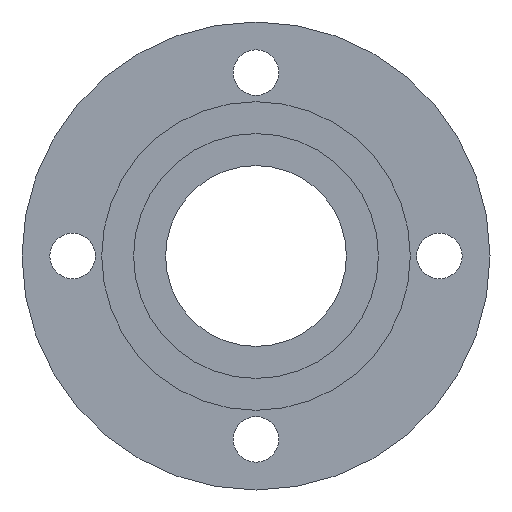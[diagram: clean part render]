
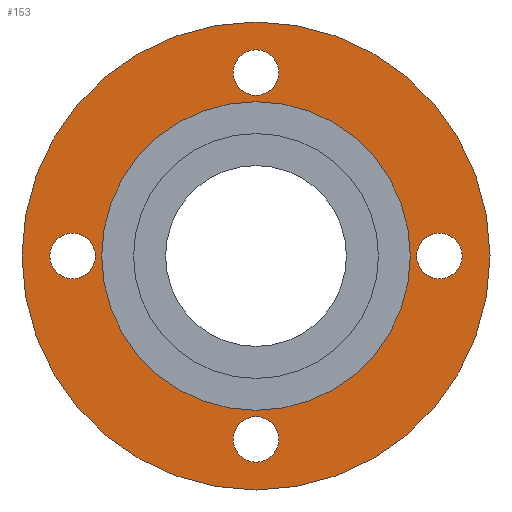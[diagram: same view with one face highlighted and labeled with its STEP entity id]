
A CAD part, front view. The second image highlights one B-rep face of the part: STEP entity #153.
In plain terms, the highlighted planar face has unit normal (0, -1, 0).
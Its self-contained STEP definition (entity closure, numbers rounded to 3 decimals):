
#2 = AXIS2_PLACEMENT_3D ( 'NONE', #875, #655, #871 ) ;
#12 = CIRCLE ( 'NONE', #523, 92.5 ) ;
#43 = AXIS2_PLACEMENT_3D ( 'NONE', #766, #425, #496 ) ;
#59 = EDGE_CURVE ( 'NONE', #400, #476, #12, .T. ) ;
#70 = AXIS2_PLACEMENT_3D ( 'NONE', #438, #759, #157 ) ;
#76 = CIRCLE ( 'NONE', #623, 9. ) ;
#78 = CARTESIAN_POINT ( 'NONE',  ( -72.5, 5., -9. ) ) ;
#83 = DIRECTION ( 'NONE',  ( 0., -1., 0. ) ) ;
#88 = CARTESIAN_POINT ( 'NONE',  ( 0., 5., 61. ) ) ;
#96 = ORIENTED_EDGE ( 'NONE', *, *, #687, .F. ) ;
#102 = ORIENTED_EDGE ( 'NONE', *, *, #302, .F. ) ;
#116 = CARTESIAN_POINT ( 'NONE',  ( 0., 5., 0. ) ) ;
#124 = VERTEX_POINT ( 'NONE', #370 ) ;
#126 = DIRECTION ( 'NONE',  ( 0., -1., 0. ) ) ;
#132 = DIRECTION ( 'NONE',  ( 0., 0., -1. ) ) ;
#144 = EDGE_CURVE ( 'NONE', #643, #658, #765, .T. ) ;
#153 = ADVANCED_FACE ( 'NONE', ( #364, #572, #684, #491, #297, #434 ), #756, .T. ) ;
#157 = DIRECTION ( 'NONE',  ( 0., 0., -1. ) ) ;
#165 = CARTESIAN_POINT ( 'NONE',  ( 0., 5., 92.5 ) ) ;
#167 = DIRECTION ( 'NONE',  ( 0., -1., 0. ) ) ;
#176 = ORIENTED_EDGE ( 'NONE', *, *, #208, .F. ) ;
#194 = VERTEX_POINT ( 'NONE', #815 ) ;
#208 = EDGE_CURVE ( 'NONE', #476, #400, #642, .T. ) ;
#222 = CARTESIAN_POINT ( 'NONE',  ( -72.5, 5., 0. ) ) ;
#223 = EDGE_LOOP ( 'NONE', ( #367, #468 ) ) ;
#224 = CARTESIAN_POINT ( 'NONE',  ( 0., 5., -92.5 ) ) ;
#229 = DIRECTION ( 'NONE',  ( 0., 1., 0. ) ) ;
#235 = CARTESIAN_POINT ( 'NONE',  ( 0., 5., -61. ) ) ;
#243 = AXIS2_PLACEMENT_3D ( 'NONE', #116, #724, #451 ) ;
#245 = DIRECTION ( 'NONE',  ( 0., 0., -1. ) ) ;
#248 = VERTEX_POINT ( 'NONE', #324 ) ;
#249 = DIRECTION ( 'NONE',  ( 0., 0., -1. ) ) ;
#254 = EDGE_LOOP ( 'NONE', ( #389, #580 ) ) ;
#258 = DIRECTION ( 'NONE',  ( 0., 0., 1. ) ) ;
#267 = CARTESIAN_POINT ( 'NONE',  ( 0., 5., 0. ) ) ;
#269 = EDGE_LOOP ( 'NONE', ( #102, #277 ) ) ;
#277 = ORIENTED_EDGE ( 'NONE', *, *, #824, .F. ) ;
#279 = DIRECTION ( 'NONE',  ( 0., 0., -1. ) ) ;
#283 = EDGE_CURVE ( 'NONE', #658, #643, #413, .T. ) ;
#284 = CIRCLE ( 'NONE', #559, 9. ) ;
#297 = FACE_BOUND ( 'NONE', #868, .T. ) ;
#299 = ORIENTED_EDGE ( 'NONE', *, *, #568, .F. ) ;
#302 = EDGE_CURVE ( 'NONE', #248, #701, #515, .T. ) ;
#324 = CARTESIAN_POINT ( 'NONE',  ( 0., 5., -81.5 ) ) ;
#356 = VERTEX_POINT ( 'NONE', #235 ) ;
#358 = CIRCLE ( 'NONE', #851, 9. ) ;
#364 = FACE_BOUND ( 'NONE', #223, .T. ) ;
#367 = ORIENTED_EDGE ( 'NONE', *, *, #144, .F. ) ;
#369 = DIRECTION ( 'NONE',  ( 0., -1., 0. ) ) ;
#370 = CARTESIAN_POINT ( 'NONE',  ( 0., 5., 61. ) ) ;
#375 = AXIS2_PLACEMENT_3D ( 'NONE', #596, #850, #249 ) ;
#376 = CARTESIAN_POINT ( 'NONE',  ( 72.5, 5., 0. ) ) ;
#377 = DIRECTION ( 'NONE',  ( 0., 1., 0. ) ) ;
#389 = ORIENTED_EDGE ( 'NONE', *, *, #405, .F. ) ;
#396 = CIRCLE ( 'NONE', #375, 9. ) ;
#397 = ORIENTED_EDGE ( 'NONE', *, *, #707, .T. ) ;
#400 = VERTEX_POINT ( 'NONE', #224 ) ;
#405 = EDGE_CURVE ( 'NONE', #194, #706, #447, .T. ) ;
#408 = CIRCLE ( 'NONE', #2, 61. ) ;
#410 = CARTESIAN_POINT ( 'NONE',  ( -72.5, 5., 9. ) ) ;
#413 = CIRCLE ( 'NONE', #709, 9. ) ;
#425 = DIRECTION ( 'NONE',  ( 0., -1., 0. ) ) ;
#429 = DIRECTION ( 'NONE',  ( 0., -1., 0. ) ) ;
#434 = FACE_OUTER_BOUND ( 'NONE', #678, .T. ) ;
#435 = CARTESIAN_POINT ( 'NONE',  ( 72.5, 5., 9. ) ) ;
#438 = CARTESIAN_POINT ( 'NONE',  ( 0., 5., 72.5 ) ) ;
#447 = CIRCLE ( 'NONE', #70, 9. ) ;
#450 = AXIS2_PLACEMENT_3D ( 'NONE', #731, #377, #258 ) ;
#451 = DIRECTION ( 'NONE',  ( 0., 0., 1. ) ) ;
#461 = DIRECTION ( 'NONE',  ( 0., 0., -1. ) ) ;
#463 = EDGE_CURVE ( 'NONE', #706, #194, #284, .T. ) ;
#468 = ORIENTED_EDGE ( 'NONE', *, *, #283, .F. ) ;
#476 = VERTEX_POINT ( 'NONE', #165 ) ;
#491 = FACE_BOUND ( 'NONE', #269, .T. ) ;
#496 = DIRECTION ( 'NONE',  ( 0., 0., -1. ) ) ;
#508 = ORIENTED_EDGE ( 'NONE', *, *, #59, .F. ) ;
#515 = CIRCLE ( 'NONE', #816, 9. ) ;
#523 = AXIS2_PLACEMENT_3D ( 'NONE', #267, #229, #688 ) ;
#531 = VERTEX_POINT ( 'NONE', #410 ) ;
#559 = AXIS2_PLACEMENT_3D ( 'NONE', #702, #369, #637 ) ;
#568 = EDGE_CURVE ( 'NONE', #531, #663, #396, .T. ) ;
#572 = FACE_BOUND ( 'NONE', #254, .T. ) ;
#574 = EDGE_LOOP ( 'NONE', ( #96, #299 ) ) ;
#580 = ORIENTED_EDGE ( 'NONE', *, *, #463, .F. ) ;
#596 = CARTESIAN_POINT ( 'NONE',  ( -72.5, 5., 0. ) ) ;
#599 = CARTESIAN_POINT ( 'NONE',  ( 0., 5., 81.5 ) ) ;
#623 = AXIS2_PLACEMENT_3D ( 'NONE', #874, #126, #132 ) ;
#637 = DIRECTION ( 'NONE',  ( 0., 0., -1. ) ) ;
#642 = CIRCLE ( 'NONE', #243, 92.5 ) ;
#643 = VERTEX_POINT ( 'NONE', #696 ) ;
#655 = DIRECTION ( 'NONE',  ( 0., 1., 0. ) ) ;
#658 = VERTEX_POINT ( 'NONE', #435 ) ;
#663 = VERTEX_POINT ( 'NONE', #78 ) ;
#678 = EDGE_LOOP ( 'NONE', ( #176, #508 ) ) ;
#684 = FACE_BOUND ( 'NONE', #574, .T. ) ;
#687 = EDGE_CURVE ( 'NONE', #663, #531, #358, .T. ) ;
#688 = DIRECTION ( 'NONE',  ( 0., 0., 1. ) ) ;
#696 = CARTESIAN_POINT ( 'NONE',  ( 72.5, 5., -9. ) ) ;
#701 = VERTEX_POINT ( 'NONE', #785 ) ;
#702 = CARTESIAN_POINT ( 'NONE',  ( 0., 5., 72.5 ) ) ;
#706 = VERTEX_POINT ( 'NONE', #599 ) ;
#707 = EDGE_CURVE ( 'NONE', #356, #124, #729, .T. ) ;
#709 = AXIS2_PLACEMENT_3D ( 'NONE', #376, #167, #841 ) ;
#724 = DIRECTION ( 'NONE',  ( 0., 1., 0. ) ) ;
#729 = CIRCLE ( 'NONE', #450, 61. ) ;
#730 = DIRECTION ( 'NONE',  ( 0., -1., 0. ) ) ;
#731 = CARTESIAN_POINT ( 'NONE',  ( 0., 5., 0. ) ) ;
#749 = AXIS2_PLACEMENT_3D ( 'NONE', #88, #429, #279 ) ;
#756 = PLANE ( 'NONE',  #749 ) ;
#759 = DIRECTION ( 'NONE',  ( 0., -1., 0. ) ) ;
#765 = CIRCLE ( 'NONE', #43, 9. ) ;
#766 = CARTESIAN_POINT ( 'NONE',  ( 72.5, 5., 0. ) ) ;
#785 = CARTESIAN_POINT ( 'NONE',  ( 0., 5., -63.5 ) ) ;
#786 = ORIENTED_EDGE ( 'NONE', *, *, #861, .T. ) ;
#815 = CARTESIAN_POINT ( 'NONE',  ( 0., 5., 63.5 ) ) ;
#816 = AXIS2_PLACEMENT_3D ( 'NONE', #847, #730, #245 ) ;
#824 = EDGE_CURVE ( 'NONE', #701, #248, #76, .T. ) ;
#841 = DIRECTION ( 'NONE',  ( 0., 0., -1. ) ) ;
#847 = CARTESIAN_POINT ( 'NONE',  ( 0., 5., -72.5 ) ) ;
#850 = DIRECTION ( 'NONE',  ( 0., -1., 0. ) ) ;
#851 = AXIS2_PLACEMENT_3D ( 'NONE', #222, #83, #461 ) ;
#861 = EDGE_CURVE ( 'NONE', #124, #356, #408, .T. ) ;
#868 = EDGE_LOOP ( 'NONE', ( #786, #397 ) ) ;
#871 = DIRECTION ( 'NONE',  ( 0., 0., 1. ) ) ;
#874 = CARTESIAN_POINT ( 'NONE',  ( 0., 5., -72.5 ) ) ;
#875 = CARTESIAN_POINT ( 'NONE',  ( 0., 5., 0. ) ) ;
